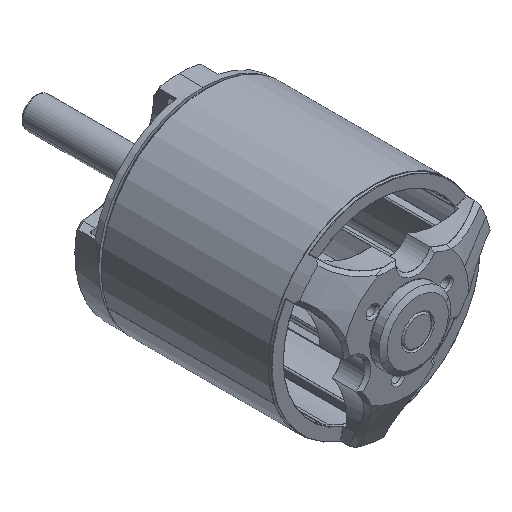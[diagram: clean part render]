
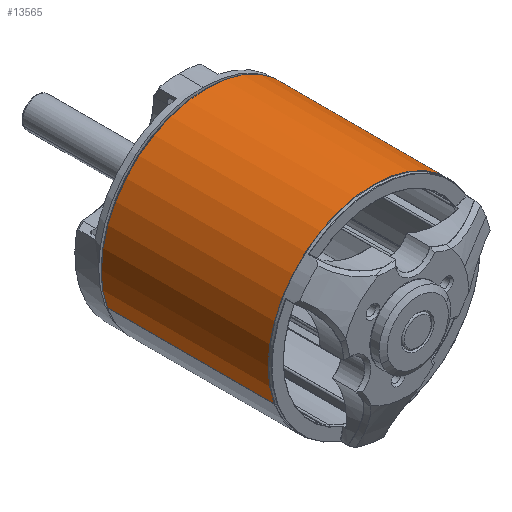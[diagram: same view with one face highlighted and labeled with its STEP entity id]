
A CAD part, isometric view. The second image highlights one B-rep face of the part: STEP entity #13565.
In plain terms, the highlighted cylindrical face has radius 17.6 mm (diameter 35.2 mm), a partial arc.
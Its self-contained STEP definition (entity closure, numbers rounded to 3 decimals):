
#638 = LINE ( 'NONE', #3181, #1937 ) ;
#737 = CYLINDRICAL_SURFACE ( 'NONE', #12578, 17.6 ) ;
#1824 = DIRECTION ( 'NONE',  ( 0., 1., 0. ) ) ;
#1937 = VECTOR ( 'NONE', #1824, 1000. ) ;
#2383 = ORIENTED_EDGE ( 'NONE', *, *, #3378, .F. ) ;
#2450 = ORIENTED_EDGE ( 'NONE', *, *, #6338, .T. ) ;
#2523 = VECTOR ( 'NONE', #12985, 1000. ) ;
#2536 = CARTESIAN_POINT ( 'NONE',  ( 0., 0., -17.6 ) ) ;
#2663 = LINE ( 'NONE', #7860, #2523 ) ;
#3181 = CARTESIAN_POINT ( 'NONE',  ( 0., -78.28, -17.6 ) ) ;
#3371 = EDGE_LOOP ( 'NONE', ( #2383, #2450, #13353, #16494 ) ) ;
#3378 = EDGE_CURVE ( 'NONE', #10053, #10731, #638, .T. ) ;
#3465 = VERTEX_POINT ( 'NONE', #6941 ) ;
#4145 = DIRECTION ( 'NONE',  ( 0., 0., 1. ) ) ;
#4270 = AXIS2_PLACEMENT_3D ( 'NONE', #16275, #15083, #7302 ) ;
#5676 = DIRECTION ( 'NONE',  ( 0., 0., 1. ) ) ;
#6105 = CARTESIAN_POINT ( 'NONE',  ( 0., -28., 17.6 ) ) ;
#6338 = EDGE_CURVE ( 'NONE', #10053, #9822, #16707, .T. ) ;
#6941 = CARTESIAN_POINT ( 'NONE',  ( 0., 0., 17.6 ) ) ;
#7302 = DIRECTION ( 'NONE',  ( 0., 0., -1. ) ) ;
#7860 = CARTESIAN_POINT ( 'NONE',  ( 0., -78.28, 17.6 ) ) ;
#9822 = VERTEX_POINT ( 'NONE', #6105 ) ;
#10053 = VERTEX_POINT ( 'NONE', #12245 ) ;
#10474 = CIRCLE ( 'NONE', #15866, 17.6 ) ;
#10731 = VERTEX_POINT ( 'NONE', #2536 ) ;
#11076 = CARTESIAN_POINT ( 'NONE',  ( 0., -78.28, 0. ) ) ;
#11994 = CARTESIAN_POINT ( 'NONE',  ( 0., 0., 0. ) ) ;
#12090 = DIRECTION ( 'NONE',  ( 0., 1., 0. ) ) ;
#12122 = EDGE_CURVE ( 'NONE', #9822, #3465, #2663, .T. ) ;
#12245 = CARTESIAN_POINT ( 'NONE',  ( 0., -28., -17.6 ) ) ;
#12578 = AXIS2_PLACEMENT_3D ( 'NONE', #11076, #12090, #5676 ) ;
#12985 = DIRECTION ( 'NONE',  ( 0., 1., 0. ) ) ;
#13353 = ORIENTED_EDGE ( 'NONE', *, *, #12122, .T. ) ;
#13565 = ADVANCED_FACE ( 'NONE', ( #13715 ), #737, .T. ) ;
#13715 = FACE_OUTER_BOUND ( 'NONE', #3371, .T. ) ;
#13771 = EDGE_CURVE ( 'NONE', #10731, #3465, #10474, .T. ) ;
#15083 = DIRECTION ( 'NONE',  ( 0., 1., 0. ) ) ;
#15735 = DIRECTION ( 'NONE',  ( 0., 1., 0. ) ) ;
#15866 = AXIS2_PLACEMENT_3D ( 'NONE', #11994, #15735, #4145 ) ;
#16275 = CARTESIAN_POINT ( 'NONE',  ( 0., -28., 0. ) ) ;
#16494 = ORIENTED_EDGE ( 'NONE', *, *, #13771, .F. ) ;
#16707 = CIRCLE ( 'NONE', #4270, 17.6 ) ;
